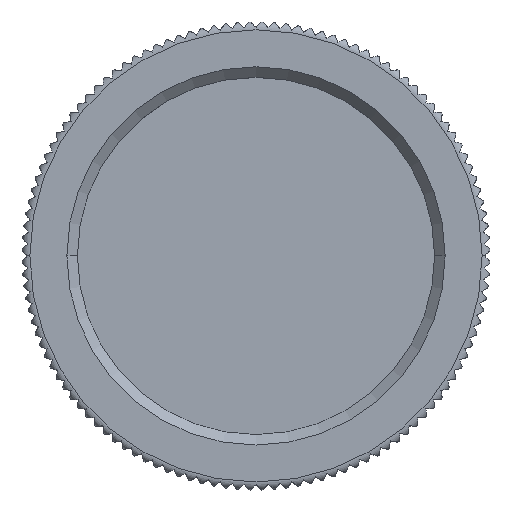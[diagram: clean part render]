
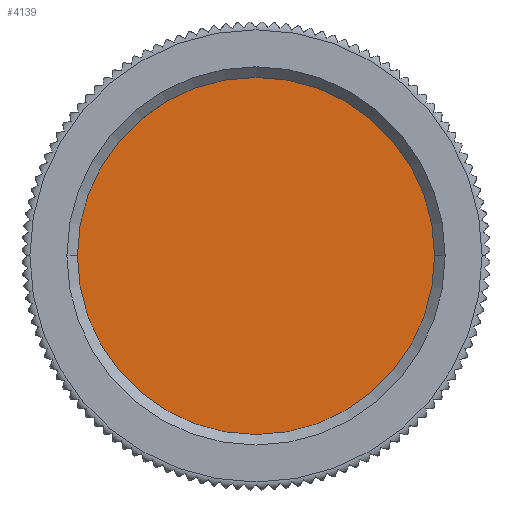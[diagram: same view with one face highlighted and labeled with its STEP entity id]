
A CAD part, top view. The second image highlights one B-rep face of the part: STEP entity #4139.
In plain terms, the highlighted planar face has unit normal (0, 0, 1).
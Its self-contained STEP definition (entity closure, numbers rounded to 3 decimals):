
#1062 = CARTESIAN_POINT ( 'NONE',  ( 0., 0., 0.6 ) ) ;
#1361 = FACE_OUTER_BOUND ( 'NONE', #21596, .T. ) ;
#4139 = ADVANCED_FACE ( 'NONE', ( #1361 ), #19103, .T. ) ;
#5235 = DIRECTION ( 'NONE',  ( -1., 0., 0. ) ) ;
#6366 = CIRCLE ( 'NONE', #23672, 7.2 ) ;
#6992 = ORIENTED_EDGE ( 'NONE', *, *, #23310, .F. ) ;
#7670 = DIRECTION ( 'NONE',  ( 1., 0., 0. ) ) ;
#10682 = AXIS2_PLACEMENT_3D ( 'NONE', #12641, #25677, #7670 ) ;
#12641 = CARTESIAN_POINT ( 'NONE',  ( -7.2, 0., 0.6 ) ) ;
#14409 = EDGE_CURVE ( 'NONE', #28254, #26893, #6366, .T. ) ;
#14676 = AXIS2_PLACEMENT_3D ( 'NONE', #1062, #18662, #25667 ) ;
#15597 = ORIENTED_EDGE ( 'NONE', *, *, #14409, .F. ) ;
#16549 = CIRCLE ( 'NONE', #14676, 7.2 ) ;
#18662 = DIRECTION ( 'NONE',  ( 0., 0., -1. ) ) ;
#19103 = PLANE ( 'NONE',  #10682 ) ;
#21596 = EDGE_LOOP ( 'NONE', ( #6992, #15597 ) ) ;
#23310 = EDGE_CURVE ( 'NONE', #26893, #28254, #16549, .T. ) ;
#23672 = AXIS2_PLACEMENT_3D ( 'NONE', #25001, #25285, #5235 ) ;
#24081 = CARTESIAN_POINT ( 'NONE',  ( -7.2, 0., 0.6 ) ) ;
#25001 = CARTESIAN_POINT ( 'NONE',  ( 0., 0., 0.6 ) ) ;
#25285 = DIRECTION ( 'NONE',  ( 0., 0., -1. ) ) ;
#25667 = DIRECTION ( 'NONE',  ( -1., 0., 0. ) ) ;
#25677 = DIRECTION ( 'NONE',  ( 0., 0., 1. ) ) ;
#26893 = VERTEX_POINT ( 'NONE', #24081 ) ;
#27244 = CARTESIAN_POINT ( 'NONE',  ( 7.2, 0., 0.6 ) ) ;
#28254 = VERTEX_POINT ( 'NONE', #27244 ) ;
